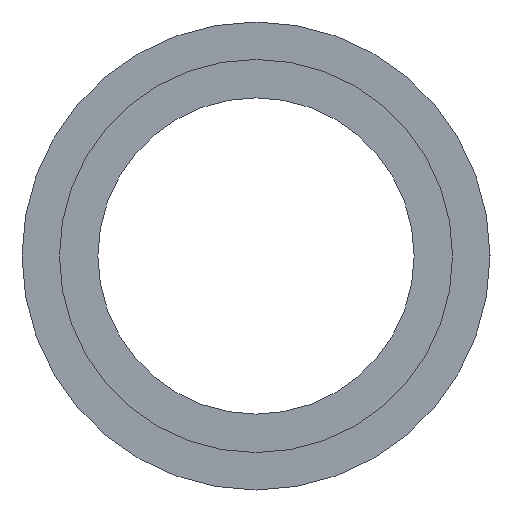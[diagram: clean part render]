
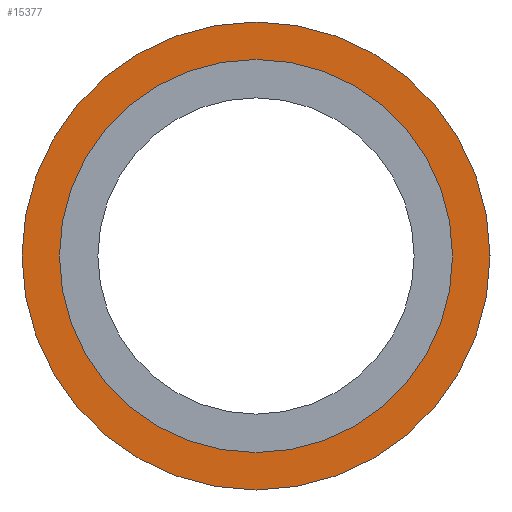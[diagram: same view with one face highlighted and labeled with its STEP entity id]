
A CAD part, left-side view. The second image highlights one B-rep face of the part: STEP entity #15377.
In plain terms, the highlighted planar face has unit normal (-1, 0, 0).
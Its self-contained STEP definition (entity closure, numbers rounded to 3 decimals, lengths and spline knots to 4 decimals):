
#3420=PLANE('',#16346);
#3558=FACE_BOUND('',#5438,.T.);
#4486=FACE_OUTER_BOUND('',#5437,.T.);
#5437=EDGE_LOOP('',(#14462));
#5438=EDGE_LOOP('',(#14463));
#5820=CIRCLE('',#16323,2.22);
#5830=CIRCLE('',#16345,1.865);
#7786=VERTEX_POINT('',#89401);
#7796=VERTEX_POINT('',#89433);
#10011=EDGE_CURVE('',#7786,#7786,#5820,.T.);
#10021=EDGE_CURVE('',#7796,#7796,#5830,.T.);
#14462=ORIENTED_EDGE('',*,*,#10011,.F.);
#14463=ORIENTED_EDGE('',*,*,#10021,.T.);
#15377=ADVANCED_FACE('',(#4486,#3558),#3420,.T.);
#16323=AXIS2_PLACEMENT_3D('',#89402,#19480,#19481);
#16345=AXIS2_PLACEMENT_3D('',#89434,#19524,#19525);
#16346=AXIS2_PLACEMENT_3D('',#89435,#19526,#19527);
#19480=DIRECTION('center_axis',(1.,0.,0.));
#19481=DIRECTION('ref_axis',(0.,1.,0.));
#19524=DIRECTION('center_axis',(1.,0.,0.));
#19525=DIRECTION('ref_axis',(0.,1.,0.));
#19526=DIRECTION('center_axis',(-1.,0.,0.));
#19527=DIRECTION('ref_axis',(0.,0.,1.));
#89401=CARTESIAN_POINT('',(-6.,2.22,0.));
#89402=CARTESIAN_POINT('Origin',(-6.,0.,0.));
#89433=CARTESIAN_POINT('',(-6.,1.865,0.));
#89434=CARTESIAN_POINT('Origin',(-6.,0.,0.));
#89435=CARTESIAN_POINT('Origin',(-6.,2.0425,0.));
